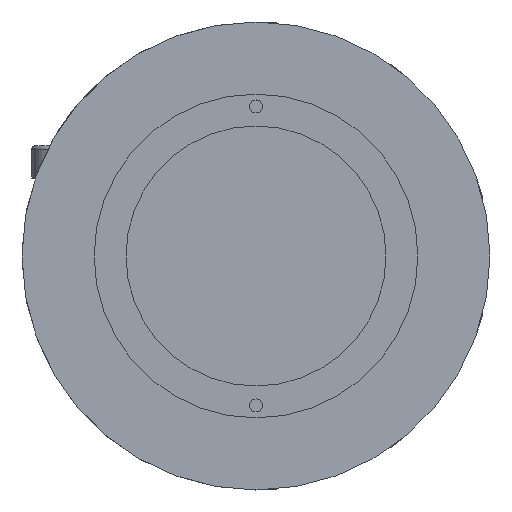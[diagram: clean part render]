
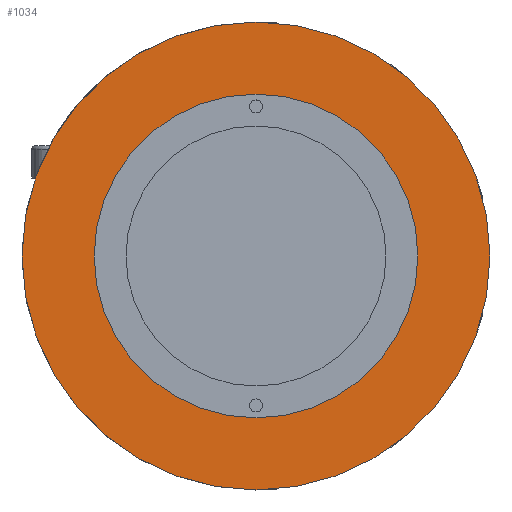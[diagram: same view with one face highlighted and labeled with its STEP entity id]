
A CAD part, left-side view. The second image highlights one B-rep face of the part: STEP entity #1034.
In plain terms, the highlighted planar face has unit normal (-1, 0, 0).
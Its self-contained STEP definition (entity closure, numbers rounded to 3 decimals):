
#378 = VERTEX_POINT ( 'NONE', #717 ) ;
#379 = CARTESIAN_POINT ( 'NONE',  ( 0., 0., 0. ) ) ;
#398 = CARTESIAN_POINT ( 'NONE',  ( 0., 0., 0. ) ) ;
#516 = VERTEX_POINT ( 'NONE', #2487 ) ;
#612 = CARTESIAN_POINT ( 'NONE',  ( 0., 0., -12.45 ) ) ;
#623 = DIRECTION ( 'NONE',  ( 0., 0., 1. ) ) ;
#635 = DIRECTION ( 'NONE',  ( 0., 0., 1. ) ) ;
#637 = CARTESIAN_POINT ( 'NONE',  ( 0., 0., 0. ) ) ;
#682 = DIRECTION ( 'NONE',  ( 0., 0., -1. ) ) ;
#693 = EDGE_LOOP ( 'NONE', ( #1309, #2014 ) ) ;
#717 = CARTESIAN_POINT ( 'NONE',  ( 0., 0., 12.45 ) ) ;
#873 = CIRCLE ( 'NONE', #2467, 18. ) ;
#911 = DIRECTION ( 'NONE',  ( 0., 0., 1. ) ) ;
#1034 = ADVANCED_FACE ( 'NONE', ( #1930, #2580 ), #1191, .F. ) ;
#1043 = AXIS2_PLACEMENT_3D ( 'NONE', #1466, #1994, #682 ) ;
#1162 = CIRCLE ( 'NONE', #3125, 12.45 ) ;
#1191 = PLANE ( 'NONE',  #1043 ) ;
#1309 = ORIENTED_EDGE ( 'NONE', *, *, #2419, .F. ) ;
#1466 = CARTESIAN_POINT ( 'NONE',  ( 0., 18., 0. ) ) ;
#1473 = DIRECTION ( 'NONE',  ( -1., 0., 0. ) ) ;
#1611 = CARTESIAN_POINT ( 'NONE',  ( 0., 0., -18. ) ) ;
#1930 = FACE_BOUND ( 'NONE', #693, .T. ) ;
#1994 = DIRECTION ( 'NONE',  ( 1., 0., 0. ) ) ;
#2014 = ORIENTED_EDGE ( 'NONE', *, *, #2030, .F. ) ;
#2026 = AXIS2_PLACEMENT_3D ( 'NONE', #3000, #1473, #3259 ) ;
#2030 = EDGE_CURVE ( 'NONE', #3250, #378, #2665, .T. ) ;
#2183 = DIRECTION ( 'NONE',  ( -1., 0., 0. ) ) ;
#2194 = DIRECTION ( 'NONE',  ( -1., 0., 0. ) ) ;
#2256 = EDGE_CURVE ( 'NONE', #516, #3140, #873, .T. ) ;
#2397 = EDGE_CURVE ( 'NONE', #3140, #516, #2528, .T. ) ;
#2419 = EDGE_CURVE ( 'NONE', #378, #3250, #1162, .T. ) ;
#2457 = DIRECTION ( 'NONE',  ( -1., 0., 0. ) ) ;
#2467 = AXIS2_PLACEMENT_3D ( 'NONE', #379, #2183, #623 ) ;
#2478 = EDGE_LOOP ( 'NONE', ( #2826, #2904 ) ) ;
#2487 = CARTESIAN_POINT ( 'NONE',  ( 0., 0., 18. ) ) ;
#2528 = CIRCLE ( 'NONE', #2026, 18. ) ;
#2580 = FACE_OUTER_BOUND ( 'NONE', #2478, .T. ) ;
#2665 = CIRCLE ( 'NONE', #3220, 12.45 ) ;
#2826 = ORIENTED_EDGE ( 'NONE', *, *, #2256, .T. ) ;
#2904 = ORIENTED_EDGE ( 'NONE', *, *, #2397, .T. ) ;
#3000 = CARTESIAN_POINT ( 'NONE',  ( 0., 0., 0. ) ) ;
#3125 = AXIS2_PLACEMENT_3D ( 'NONE', #637, #2457, #911 ) ;
#3140 = VERTEX_POINT ( 'NONE', #1611 ) ;
#3220 = AXIS2_PLACEMENT_3D ( 'NONE', #398, #2194, #635 ) ;
#3250 = VERTEX_POINT ( 'NONE', #612 ) ;
#3259 = DIRECTION ( 'NONE',  ( 0., 0., 1. ) ) ;
